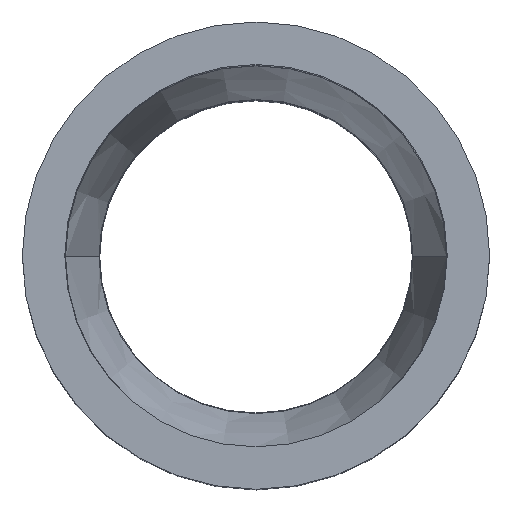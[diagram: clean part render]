
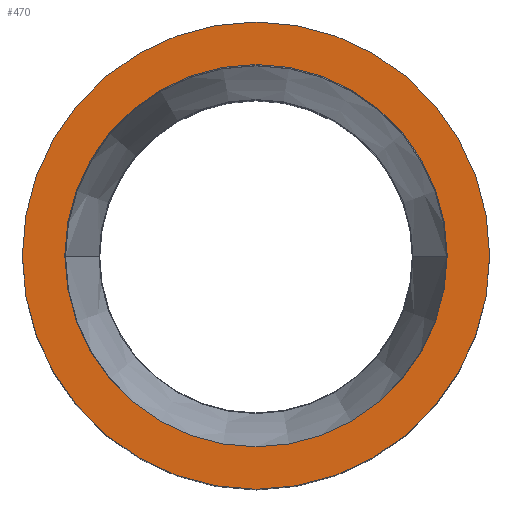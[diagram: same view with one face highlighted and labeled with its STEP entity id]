
A CAD part, top view. The second image highlights one B-rep face of the part: STEP entity #470.
In plain terms, the highlighted planar face has unit normal (0, 0, 1).
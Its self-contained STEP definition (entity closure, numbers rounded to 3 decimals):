
#28 = CARTESIAN_POINT ( 'NONE',  ( 45., 0., 106.99 ) ) ;
#30 = CIRCLE ( 'NONE', #49, 45. ) ;
#33 = DIRECTION ( 'NONE',  ( -1., 0., 0. ) ) ;
#49 = AXIS2_PLACEMENT_3D ( 'NONE', #653, #500, #53 ) ;
#53 = DIRECTION ( 'NONE',  ( -1., 0., 0. ) ) ;
#55 = VERTEX_POINT ( 'NONE', #554 ) ;
#70 = EDGE_LOOP ( 'NONE', ( #525, #609 ) ) ;
#84 = AXIS2_PLACEMENT_3D ( 'NONE', #125, #325, #184 ) ;
#92 = DIRECTION ( 'NONE',  ( 0., 0., -1. ) ) ;
#117 = AXIS2_PLACEMENT_3D ( 'NONE', #342, #92, #33 ) ;
#122 = VERTEX_POINT ( 'NONE', #307 ) ;
#124 = EDGE_CURVE ( 'NONE', #494, #336, #30, .T. ) ;
#125 = CARTESIAN_POINT ( 'NONE',  ( 0., 0., 106.99 ) ) ;
#145 = CARTESIAN_POINT ( 'NONE',  ( -45., 0., 106.99 ) ) ;
#184 = DIRECTION ( 'NONE',  ( -1., 0., 0. ) ) ;
#194 = CIRCLE ( 'NONE', #84, 45. ) ;
#237 = CARTESIAN_POINT ( 'NONE',  ( 0., 0., 106.99 ) ) ;
#240 = EDGE_LOOP ( 'NONE', ( #387, #475 ) ) ;
#260 = EDGE_CURVE ( 'NONE', #336, #494, #194, .T. ) ;
#293 = FACE_BOUND ( 'NONE', #70, .T. ) ;
#295 = AXIS2_PLACEMENT_3D ( 'NONE', #145, #344, #499 ) ;
#307 = CARTESIAN_POINT ( 'NONE',  ( -55., 0., 106.99 ) ) ;
#325 = DIRECTION ( 'NONE',  ( 0., 0., -1. ) ) ;
#335 = DIRECTION ( 'NONE',  ( -1., 0., 0. ) ) ;
#336 = VERTEX_POINT ( 'NONE', #579 ) ;
#342 = CARTESIAN_POINT ( 'NONE',  ( 0., 0., 106.99 ) ) ;
#344 = DIRECTION ( 'NONE',  ( 0., 0., 1. ) ) ;
#387 = ORIENTED_EDGE ( 'NONE', *, *, #420, .F. ) ;
#406 = CIRCLE ( 'NONE', #117, 55. ) ;
#420 = EDGE_CURVE ( 'NONE', #122, #55, #406, .T. ) ;
#447 = AXIS2_PLACEMENT_3D ( 'NONE', #237, #587, #335 ) ;
#470 = ADVANCED_FACE ( 'NONE', ( #293, #641 ), #595, .T. ) ;
#475 = ORIENTED_EDGE ( 'NONE', *, *, #497, .F. ) ;
#494 = VERTEX_POINT ( 'NONE', #28 ) ;
#497 = EDGE_CURVE ( 'NONE', #55, #122, #654, .T. ) ;
#499 = DIRECTION ( 'NONE',  ( 1., 0., 0. ) ) ;
#500 = DIRECTION ( 'NONE',  ( 0., 0., -1. ) ) ;
#525 = ORIENTED_EDGE ( 'NONE', *, *, #260, .T. ) ;
#554 = CARTESIAN_POINT ( 'NONE',  ( 55., 0., 106.99 ) ) ;
#579 = CARTESIAN_POINT ( 'NONE',  ( -45., 0., 106.99 ) ) ;
#587 = DIRECTION ( 'NONE',  ( 0., 0., -1. ) ) ;
#595 = PLANE ( 'NONE',  #295 ) ;
#609 = ORIENTED_EDGE ( 'NONE', *, *, #124, .T. ) ;
#641 = FACE_OUTER_BOUND ( 'NONE', #240, .T. ) ;
#653 = CARTESIAN_POINT ( 'NONE',  ( 0., 0., 106.99 ) ) ;
#654 = CIRCLE ( 'NONE', #447, 55. ) ;
